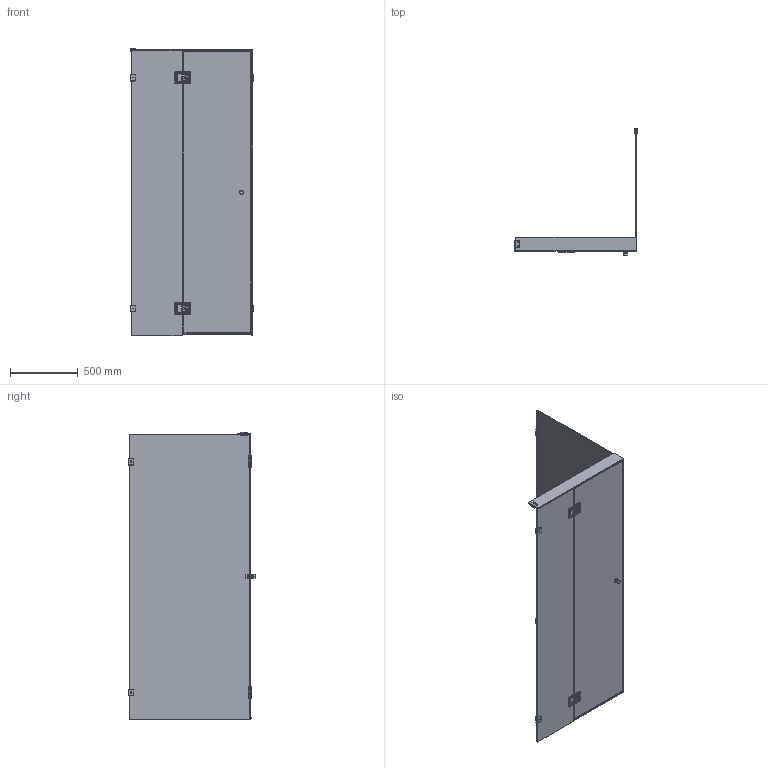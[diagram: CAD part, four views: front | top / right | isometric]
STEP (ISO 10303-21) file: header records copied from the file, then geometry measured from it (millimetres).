
FILE_DESCRIPTION(/* description */ (''),/* implementation_level */ '2;1');
FILE_NAME(/* name */ 'STEP - H31RE01 900x900 clip_1710021',/* time_stamp */ '2024-08-13T17:07:02+10:00',/* author */ (''),/* organization */ (''),/* preprocessor_version */ 'ST-DEVELOPER v16.5',/* originating_system */ 'Rhino 7.23',/* authorisation */ '');
FILE_SCHEMA (('AUTOMOTIVE_DESIGN'));
Products named in the file (41): Document; H31RE01ǽ�в�g-�� 900x
900x2100; �g-��69; FFFDFFFD
\X0\-U67; hex socket set screws with flat point gb_GB_FASTENER_SCREWS_HSFP M8X6
-N3839; FFFD
\X0\g-��-U36; FFFDFFFD
\X0\-U28; FFFD
\X0\g-��-U18; �g-��49; ; hex lobular socket ctsk screws gb_GB_MC_SCREW_TYPE12 M6X14-10.7-N; s1900A-�ɺ�; ���װ�θ�-�ɺ�5
7; ǽ��-1-�ɺ�; s1900A-�ɺ�; ǽ��-2-�ɺ�; �68; 302A-1053; LS0658; 05F0FFFDFFFDFFFD58E8
\X0\R4�ǣ�66; ͨ�õ�ɵ���ת��22; H700���65; ���-C��ǳ�ͷM5�ݶ�_
ISO 4762 M5 x 25 --- 25N16; ��õ������A145; H710�̶���51; ͨ��S5XXϵ�н�Ƭ41; ���GA.700��Ʒ43; ��õ����ȦA-220; ͨ�õ����ת�ὺ��1
011; M6 x 12-12N_ISO 10642 - M6 x 12 --- 12N55; M6 x 16����ǳ�ͷ�ݶ�_ISO 10642 - M
6 x 16 --- 16C59; ��õ�����113; H510����2; H700����34; H520�̶����4; H700����_261; ISO 4027 - M5 x 10_ISO 4027 - M5 x 10-N6; H31�63; H31�̲�24; ���70 ...
Assembly tree (62 placements, depth 5):
  Document
    H31RE01ǽ�в�g-�� 900x
900x2100
      �g-��69
  FFFDFFFD
\X0\-U67
          hex socket set screws with flat point gb_GB_FASTENER_SCREWS_HSFP M8X6
-N3839  x2
  FFFD
\X0\g-��-U36
  FFFDFFFD
\X0\-U28
  FFFD
\X0\g-��-U18
        �g-��49
    x2
        hex lobular socket ctsk screws gb_GB_MC_SCREW_TYPE12 M6X14-10.7-N
  s1900A-�ɺ�
        ���װ�θ�-�ɺ�5
7
        ǽ��-1-�ɺ�
  s1900A-�ɺ�
        ǽ��-2-�ɺ�
      �68
        302A-1053
        LS0658
  05F0FFFDFFFDFFFD58E8
\X0\R4�ǣ�66  x2
          ͨ�õ�ɵ���ת��22
          ���װ�θ�-�ɺ�5
7
          H700���65
          ���-C��ǳ�ͷM5�ݶ�_
ISO 4762 M5 x 25 --- 25N16
          ��õ������A145
          H710�̶���51
          ͨ��S5XXϵ�н�Ƭ41
          ���GA.700��Ʒ43
          ��õ����ȦA-220
          ͨ�õ����ת�ὺ��1
011
          M6 x 12-12N_ISO 10642 - M6 x 12 --- 12N55
          M6 x 16����ǳ�ͷ�ݶ�_ISO 10642 - M
6 x 16 --- 16C59
          ��õ�����113
          H510����2
          H700����34
          H520�̶����4
          H700����_261
          ISO 4027 - M5 x 10_ISO 4027 - M5 x 10-N6
        H31�63
      H31�̲�24
      ���70
    x2
          hex lobular socket ctsk screws gb_GB_MC_SCREW_TYPE12 M6X14-10.7-N
  s1900A-�ɺ�
          ���װ�θ�-�ɺ�5
7
          ǽ��-1-�ɺ�
  s1900A-�ɺ�
          ǽ��-2-�ɺ�
        H31���26
Bounding box: 905 x 932 x 2116.5 mm (x, y, z)
Volume: 38342499.8 mm3; surface area: 8078424.8 mm2
Topology: 106 solids, 106 shells, 6168 faces, 15412 edges, 9592 vertices
Faces by surface type: plane 3264, bspline 1580, cylinder 1324
Entity records: 82008 total; most frequent: CARTESIAN_POINT 38142, ORIENTED_EDGE 12838, EDGE_CURVE 6419, B_SPLINE_CURVE_WITH_KNOTS 4953, VERTEX_POINT 4099, EDGE_LOOP 2654, ADVANCED_FACE 2494, FACE_OUTER_BOUND 2494
